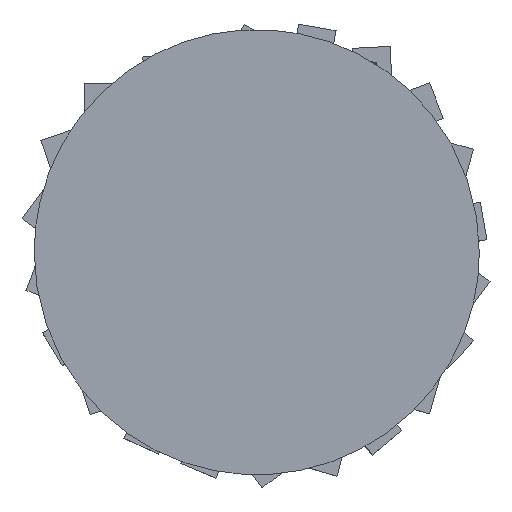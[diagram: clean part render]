
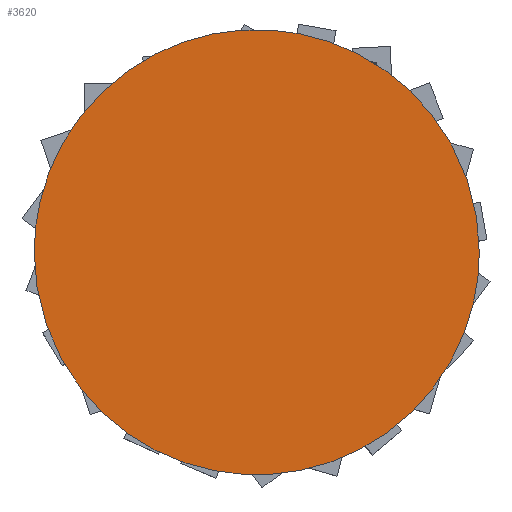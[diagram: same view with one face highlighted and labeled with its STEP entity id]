
A CAD part, top view. The second image highlights one B-rep face of the part: STEP entity #3620.
In plain terms, the highlighted planar face has unit normal (0, 0, 1).
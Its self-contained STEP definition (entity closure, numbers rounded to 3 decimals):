
#3620=ADVANCED_FACE('',(#5100),#23216,.T.);
#5100=FACE_OUTER_BOUND('',#6580,.T.);
#6580=EDGE_LOOP('',(#8073,#8074));
#8073=ORIENTED_EDGE('',*,*,#15015,.T.);
#8074=ORIENTED_EDGE('',*,*,#15021,.T.);
#15015=EDGE_CURVE('',#20297,#20300,#18495,.T.);
#15021=EDGE_CURVE('',#20300,#20297,#18501,.T.);
#18495=(
BOUNDED_CURVE()
B_SPLINE_CURVE(2,(#25450,#25451,#25452,#25453,#25454),.UNSPECIFIED.,.F.,
 .F.)
B_SPLINE_CURVE_WITH_KNOTS((3,2,3),(0.,18.064,36.128),
 .UNSPECIFIED.)
CURVE()
GEOMETRIC_REPRESENTATION_ITEM()
RATIONAL_B_SPLINE_CURVE((1.,0.707,1.,0.707,1.))
REPRESENTATION_ITEM('')
);
#18501=(
BOUNDED_CURVE()
B_SPLINE_CURVE(2,(#25474,#25475,#25476,#25477,#25478),.UNSPECIFIED.,.F.,
 .F.)
B_SPLINE_CURVE_WITH_KNOTS((3,2,3),(36.128,54.192,72.257),
 .UNSPECIFIED.)
CURVE()
GEOMETRIC_REPRESENTATION_ITEM()
RATIONAL_B_SPLINE_CURVE((1.,0.707,1.,0.707,1.))
REPRESENTATION_ITEM('')
);
#20297=VERTEX_POINT('',#25446);
#20300=VERTEX_POINT('',#25449);
#23216=PLANE('',#23940);
#23940=AXIS2_PLACEMENT_3D('',#25443,#24648,$);
#24648=DIRECTION('',(0.,0.,1.));
#25443=CARTESIAN_POINT('',(-297.942,-297.942,0.));
#25446=CARTESIAN_POINT('',(292.1,0.,0.));
#25449=CARTESIAN_POINT('',(-292.1,0.,0.));
#25450=CARTESIAN_POINT('',(292.1,0.,0.));
#25451=CARTESIAN_POINT('',(292.1,292.1,0.));
#25452=CARTESIAN_POINT('',(0.,292.1,0.));
#25453=CARTESIAN_POINT('',(-292.1,292.1,0.));
#25454=CARTESIAN_POINT('',(-292.1,0.,0.));
#25474=CARTESIAN_POINT('',(-292.1,0.,0.));
#25475=CARTESIAN_POINT('',(-292.1,-292.1,0.));
#25476=CARTESIAN_POINT('',(0.,-292.1,0.));
#25477=CARTESIAN_POINT('',(292.1,-292.1,0.));
#25478=CARTESIAN_POINT('',(292.1,0.,0.));
